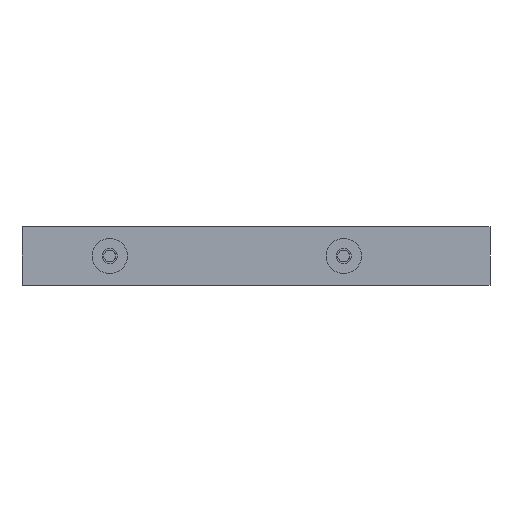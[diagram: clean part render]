
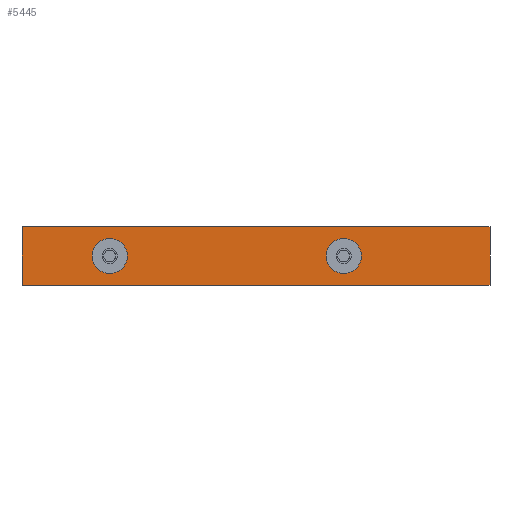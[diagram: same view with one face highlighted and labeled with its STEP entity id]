
A CAD part, left-side view. The second image highlights one B-rep face of the part: STEP entity #5445.
In plain terms, the highlighted planar face has unit normal (-1, 0, 0).
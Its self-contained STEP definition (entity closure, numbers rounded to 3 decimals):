
#5445 = ADVANCED_FACE('',(#5446,#5506,#5561),#5461,.T.);
#5446 = FACE_BOUND('',#5447,.T.);
#5447 = EDGE_LOOP('',(#5448,#5484));
#5448 = ORIENTED_EDGE('',*,*,#5449,.F.);
#5449 = EDGE_CURVE('',#5450,#5452,#5454,.T.);
#5450 = VERTEX_POINT('',#5451);
#5451 = CARTESIAN_POINT('',(-75.,39.,10.));
#5452 = VERTEX_POINT('',#5453);
#5453 = CARTESIAN_POINT('',(-75.,45.,4.));
#5454 = SURFACE_CURVE('',#5455,(#5460,#5472),.PCURVE_S1.);
#5455 = CIRCLE('',#5456,6.);
#5456 = AXIS2_PLACEMENT_3D('',#5457,#5458,#5459);
#5457 = CARTESIAN_POINT('',(-75.,45.,10.));
#5458 = DIRECTION('',(-1.,0.,0.));
#5459 = DIRECTION('',(0.,0.,-1.));
#5460 = PCURVE('',#5461,#5466);
#5461 = PLANE('',#5462);
#5462 = AXIS2_PLACEMENT_3D('',#5463,#5464,#5465);
#5463 = CARTESIAN_POINT('',(-75.,-85.,0.));
#5464 = DIRECTION('',(-1.,0.,0.));
#5465 = DIRECTION('',(0.,1.,0.));
#5466 = DEFINITIONAL_REPRESENTATION('',(#5467),#5471);
#5467 = CIRCLE('',#5468,6.);
#5468 = AXIS2_PLACEMENT_2D('',#5469,#5470);
#5469 = CARTESIAN_POINT('',(130.,-10.));
#5470 = DIRECTION('',(0.,1.));
#5471 = ( GEOMETRIC_REPRESENTATION_CONTEXT(2) 
PARAMETRIC_REPRESENTATION_CONTEXT() REPRESENTATION_CONTEXT('2D SPACE',''
  ) );
#5472 = PCURVE('',#5473,#5478);
#5473 = CYLINDRICAL_SURFACE('',#5474,6.);
#5474 = AXIS2_PLACEMENT_3D('',#5475,#5476,#5477);
#5475 = CARTESIAN_POINT('',(-76.,45.,10.));
#5476 = DIRECTION('',(-1.,0.,0.));
#5477 = DIRECTION('',(0.,-1.,0.));
#5478 = DEFINITIONAL_REPRESENTATION('',(#5479),#5483);
#5479 = LINE('',#5480,#5481);
#5480 = CARTESIAN_POINT('',(-1.571,-1.));
#5481 = VECTOR('',#5482,1.);
#5482 = DIRECTION('',(1.,0.));
#5483 = ( GEOMETRIC_REPRESENTATION_CONTEXT(2) 
PARAMETRIC_REPRESENTATION_CONTEXT() REPRESENTATION_CONTEXT('2D SPACE',''
  ) );
#5484 = ORIENTED_EDGE('',*,*,#5485,.F.);
#5485 = EDGE_CURVE('',#5452,#5450,#5486,.T.);
#5486 = SURFACE_CURVE('',#5487,(#5492,#5499),.PCURVE_S1.);
#5487 = CIRCLE('',#5488,6.);
#5488 = AXIS2_PLACEMENT_3D('',#5489,#5490,#5491);
#5489 = CARTESIAN_POINT('',(-75.,45.,10.));
#5490 = DIRECTION('',(-1.,0.,0.));
#5491 = DIRECTION('',(0.,0.,-1.));
#5492 = PCURVE('',#5461,#5493);
#5493 = DEFINITIONAL_REPRESENTATION('',(#5494),#5498);
#5494 = CIRCLE('',#5495,6.);
#5495 = AXIS2_PLACEMENT_2D('',#5496,#5497);
#5496 = CARTESIAN_POINT('',(130.,-10.));
#5497 = DIRECTION('',(0.,1.));
#5498 = ( GEOMETRIC_REPRESENTATION_CONTEXT(2) 
PARAMETRIC_REPRESENTATION_CONTEXT() REPRESENTATION_CONTEXT('2D SPACE',''
  ) );
#5499 = PCURVE('',#5473,#5500);
#5500 = DEFINITIONAL_REPRESENTATION('',(#5501),#5505);
#5501 = LINE('',#5502,#5503);
#5502 = CARTESIAN_POINT('',(4.712,-1.));
#5503 = VECTOR('',#5504,1.);
#5504 = DIRECTION('',(1.,0.));
#5505 = ( GEOMETRIC_REPRESENTATION_CONTEXT(2) 
PARAMETRIC_REPRESENTATION_CONTEXT() REPRESENTATION_CONTEXT('2D SPACE',''
  ) );
#5506 = FACE_BOUND('',#5507,.T.);
#5507 = EDGE_LOOP('',(#5508,#5539));
#5508 = ORIENTED_EDGE('',*,*,#5509,.F.);
#5509 = EDGE_CURVE('',#5510,#5512,#5514,.T.);
#5510 = VERTEX_POINT('',#5511);
#5511 = CARTESIAN_POINT('',(-75.,-41.,10.));
#5512 = VERTEX_POINT('',#5513);
#5513 = CARTESIAN_POINT('',(-75.,-35.,4.));
#5514 = SURFACE_CURVE('',#5515,(#5520,#5527),.PCURVE_S1.);
#5515 = CIRCLE('',#5516,6.);
#5516 = AXIS2_PLACEMENT_3D('',#5517,#5518,#5519);
#5517 = CARTESIAN_POINT('',(-75.,-35.,10.));
#5518 = DIRECTION('',(-1.,0.,0.));
#5519 = DIRECTION('',(0.,0.,-1.));
#5520 = PCURVE('',#5461,#5521);
#5521 = DEFINITIONAL_REPRESENTATION('',(#5522),#5526);
#5522 = CIRCLE('',#5523,6.);
#5523 = AXIS2_PLACEMENT_2D('',#5524,#5525);
#5524 = CARTESIAN_POINT('',(50.,-10.));
#5525 = DIRECTION('',(0.,1.));
#5526 = ( GEOMETRIC_REPRESENTATION_CONTEXT(2) 
PARAMETRIC_REPRESENTATION_CONTEXT() REPRESENTATION_CONTEXT('2D SPACE',''
  ) );
#5527 = PCURVE('',#5528,#5533);
#5528 = CYLINDRICAL_SURFACE('',#5529,6.);
#5529 = AXIS2_PLACEMENT_3D('',#5530,#5531,#5532);
#5530 = CARTESIAN_POINT('',(-76.,-35.,10.));
#5531 = DIRECTION('',(-1.,0.,0.));
#5532 = DIRECTION('',(0.,-1.,0.));
#5533 = DEFINITIONAL_REPRESENTATION('',(#5534),#5538);
#5534 = LINE('',#5535,#5536);
#5535 = CARTESIAN_POINT('',(-1.571,-1.));
#5536 = VECTOR('',#5537,1.);
#5537 = DIRECTION('',(1.,0.));
#5538 = ( GEOMETRIC_REPRESENTATION_CONTEXT(2) 
PARAMETRIC_REPRESENTATION_CONTEXT() REPRESENTATION_CONTEXT('2D SPACE',''
  ) );
#5539 = ORIENTED_EDGE('',*,*,#5540,.F.);
#5540 = EDGE_CURVE('',#5512,#5510,#5541,.T.);
#5541 = SURFACE_CURVE('',#5542,(#5547,#5554),.PCURVE_S1.);
#5542 = CIRCLE('',#5543,6.);
#5543 = AXIS2_PLACEMENT_3D('',#5544,#5545,#5546);
#5544 = CARTESIAN_POINT('',(-75.,-35.,10.));
#5545 = DIRECTION('',(-1.,0.,0.));
#5546 = DIRECTION('',(0.,0.,-1.));
#5547 = PCURVE('',#5461,#5548);
#5548 = DEFINITIONAL_REPRESENTATION('',(#5549),#5553);
#5549 = CIRCLE('',#5550,6.);
#5550 = AXIS2_PLACEMENT_2D('',#5551,#5552);
#5551 = CARTESIAN_POINT('',(50.,-10.));
#5552 = DIRECTION('',(0.,1.));
#5553 = ( GEOMETRIC_REPRESENTATION_CONTEXT(2) 
PARAMETRIC_REPRESENTATION_CONTEXT() REPRESENTATION_CONTEXT('2D SPACE',''
  ) );
#5554 = PCURVE('',#5528,#5555);
#5555 = DEFINITIONAL_REPRESENTATION('',(#5556),#5560);
#5556 = LINE('',#5557,#5558);
#5557 = CARTESIAN_POINT('',(4.712,-1.));
#5558 = VECTOR('',#5559,1.);
#5559 = DIRECTION('',(1.,0.));
#5560 = ( GEOMETRIC_REPRESENTATION_CONTEXT(2) 
PARAMETRIC_REPRESENTATION_CONTEXT() REPRESENTATION_CONTEXT('2D SPACE',''
  ) );
#5561 = FACE_BOUND('',#5562,.T.);
#5562 = EDGE_LOOP('',(#5563,#5593,#5621,#5649));
#5563 = ORIENTED_EDGE('',*,*,#5564,.T.);
#5564 = EDGE_CURVE('',#5565,#5567,#5569,.T.);
#5565 = VERTEX_POINT('',#5566);
#5566 = CARTESIAN_POINT('',(-75.,-85.,0.));
#5567 = VERTEX_POINT('',#5568);
#5568 = CARTESIAN_POINT('',(-75.,-85.,20.));
#5569 = SURFACE_CURVE('',#5570,(#5574,#5581),.PCURVE_S1.);
#5570 = LINE('',#5571,#5572);
#5571 = CARTESIAN_POINT('',(-75.,-85.,0.));
#5572 = VECTOR('',#5573,1.);
#5573 = DIRECTION('',(0.,0.,1.));
#5574 = PCURVE('',#5461,#5575);
#5575 = DEFINITIONAL_REPRESENTATION('',(#5576),#5580);
#5576 = LINE('',#5577,#5578);
#5577 = CARTESIAN_POINT('',(0.,0.));
#5578 = VECTOR('',#5579,1.);
#5579 = DIRECTION('',(0.,-1.));
#5580 = ( GEOMETRIC_REPRESENTATION_CONTEXT(2) 
PARAMETRIC_REPRESENTATION_CONTEXT() REPRESENTATION_CONTEXT('2D SPACE',''
  ) );
#5581 = PCURVE('',#5582,#5587);
#5582 = PLANE('',#5583);
#5583 = AXIS2_PLACEMENT_3D('',#5584,#5585,#5586);
#5584 = CARTESIAN_POINT('',(75.,-85.,0.));
#5585 = DIRECTION('',(0.,-1.,0.));
#5586 = DIRECTION('',(-1.,0.,0.));
#5587 = DEFINITIONAL_REPRESENTATION('',(#5588),#5592);
#5588 = LINE('',#5589,#5590);
#5589 = CARTESIAN_POINT('',(150.,0.));
#5590 = VECTOR('',#5591,1.);
#5591 = DIRECTION('',(0.,-1.));
#5592 = ( GEOMETRIC_REPRESENTATION_CONTEXT(2) 
PARAMETRIC_REPRESENTATION_CONTEXT() REPRESENTATION_CONTEXT('2D SPACE',''
  ) );
#5593 = ORIENTED_EDGE('',*,*,#5594,.T.);
#5594 = EDGE_CURVE('',#5567,#5595,#5597,.T.);
#5595 = VERTEX_POINT('',#5596);
#5596 = CARTESIAN_POINT('',(-75.,75.,20.));
#5597 = SURFACE_CURVE('',#5598,(#5602,#5609),.PCURVE_S1.);
#5598 = LINE('',#5599,#5600);
#5599 = CARTESIAN_POINT('',(-75.,-85.,20.));
#5600 = VECTOR('',#5601,1.);
#5601 = DIRECTION('',(0.,1.,0.));
#5602 = PCURVE('',#5461,#5603);
#5603 = DEFINITIONAL_REPRESENTATION('',(#5604),#5608);
#5604 = LINE('',#5605,#5606);
#5605 = CARTESIAN_POINT('',(0.,-20.));
#5606 = VECTOR('',#5607,1.);
#5607 = DIRECTION('',(1.,0.));
#5608 = ( GEOMETRIC_REPRESENTATION_CONTEXT(2) 
PARAMETRIC_REPRESENTATION_CONTEXT() REPRESENTATION_CONTEXT('2D SPACE',''
  ) );
#5609 = PCURVE('',#5610,#5615);
#5610 = PLANE('',#5611);
#5611 = AXIS2_PLACEMENT_3D('',#5612,#5613,#5614);
#5612 = CARTESIAN_POINT('',(-75.,-85.,20.));
#5613 = DIRECTION('',(0.,0.,1.));
#5614 = DIRECTION('',(1.,0.,0.));
#5615 = DEFINITIONAL_REPRESENTATION('',(#5616),#5620);
#5616 = LINE('',#5617,#5618);
#5617 = CARTESIAN_POINT('',(0.,0.));
#5618 = VECTOR('',#5619,1.);
#5619 = DIRECTION('',(0.,1.));
#5620 = ( GEOMETRIC_REPRESENTATION_CONTEXT(2) 
PARAMETRIC_REPRESENTATION_CONTEXT() REPRESENTATION_CONTEXT('2D SPACE',''
  ) );
#5621 = ORIENTED_EDGE('',*,*,#5622,.F.);
#5622 = EDGE_CURVE('',#5623,#5595,#5625,.T.);
#5623 = VERTEX_POINT('',#5624);
#5624 = CARTESIAN_POINT('',(-75.,75.,0.));
#5625 = SURFACE_CURVE('',#5626,(#5630,#5637),.PCURVE_S1.);
#5626 = LINE('',#5627,#5628);
#5627 = CARTESIAN_POINT('',(-75.,75.,0.));
#5628 = VECTOR('',#5629,1.);
#5629 = DIRECTION('',(0.,0.,1.));
#5630 = PCURVE('',#5461,#5631);
#5631 = DEFINITIONAL_REPRESENTATION('',(#5632),#5636);
#5632 = LINE('',#5633,#5634);
#5633 = CARTESIAN_POINT('',(160.,0.));
#5634 = VECTOR('',#5635,1.);
#5635 = DIRECTION('',(0.,-1.));
#5636 = ( GEOMETRIC_REPRESENTATION_CONTEXT(2) 
PARAMETRIC_REPRESENTATION_CONTEXT() REPRESENTATION_CONTEXT('2D SPACE',''
  ) );
#5637 = PCURVE('',#5638,#5643);
#5638 = PLANE('',#5639);
#5639 = AXIS2_PLACEMENT_3D('',#5640,#5641,#5642);
#5640 = CARTESIAN_POINT('',(-75.,75.,0.));
#5641 = DIRECTION('',(0.,1.,0.));
#5642 = DIRECTION('',(1.,0.,0.));
#5643 = DEFINITIONAL_REPRESENTATION('',(#5644),#5648);
#5644 = LINE('',#5645,#5646);
#5645 = CARTESIAN_POINT('',(0.,0.));
#5646 = VECTOR('',#5647,1.);
#5647 = DIRECTION('',(0.,-1.));
#5648 = ( GEOMETRIC_REPRESENTATION_CONTEXT(2) 
PARAMETRIC_REPRESENTATION_CONTEXT() REPRESENTATION_CONTEXT('2D SPACE',''
  ) );
#5649 = ORIENTED_EDGE('',*,*,#5650,.F.);
#5650 = EDGE_CURVE('',#5565,#5623,#5651,.T.);
#5651 = SURFACE_CURVE('',#5652,(#5656,#5663),.PCURVE_S1.);
#5652 = LINE('',#5653,#5654);
#5653 = CARTESIAN_POINT('',(-75.,-85.,0.));
#5654 = VECTOR('',#5655,1.);
#5655 = DIRECTION('',(0.,1.,0.));
#5656 = PCURVE('',#5461,#5657);
#5657 = DEFINITIONAL_REPRESENTATION('',(#5658),#5662);
#5658 = LINE('',#5659,#5660);
#5659 = CARTESIAN_POINT('',(0.,0.));
#5660 = VECTOR('',#5661,1.);
#5661 = DIRECTION('',(1.,0.));
#5662 = ( GEOMETRIC_REPRESENTATION_CONTEXT(2) 
PARAMETRIC_REPRESENTATION_CONTEXT() REPRESENTATION_CONTEXT('2D SPACE',''
  ) );
#5663 = PCURVE('',#5664,#5669);
#5664 = PLANE('',#5665);
#5665 = AXIS2_PLACEMENT_3D('',#5666,#5667,#5668);
#5666 = CARTESIAN_POINT('',(-75.,-85.,0.));
#5667 = DIRECTION('',(0.,0.,1.));
#5668 = DIRECTION('',(1.,0.,0.));
#5669 = DEFINITIONAL_REPRESENTATION('',(#5670),#5674);
#5670 = LINE('',#5671,#5672);
#5671 = CARTESIAN_POINT('',(0.,0.));
#5672 = VECTOR('',#5673,1.);
#5673 = DIRECTION('',(0.,1.));
#5674 = ( GEOMETRIC_REPRESENTATION_CONTEXT(2) 
PARAMETRIC_REPRESENTATION_CONTEXT() REPRESENTATION_CONTEXT('2D SPACE',''
  ) );
